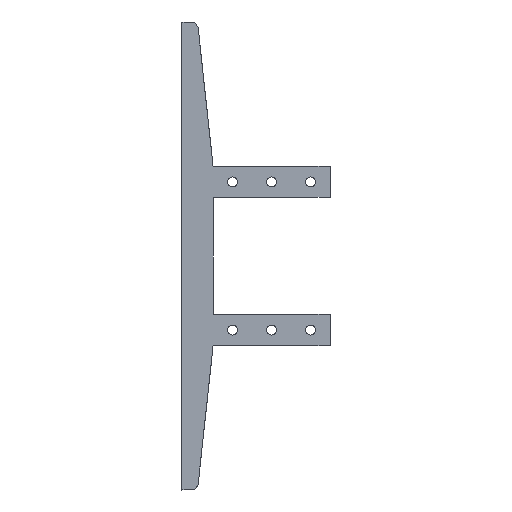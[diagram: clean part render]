
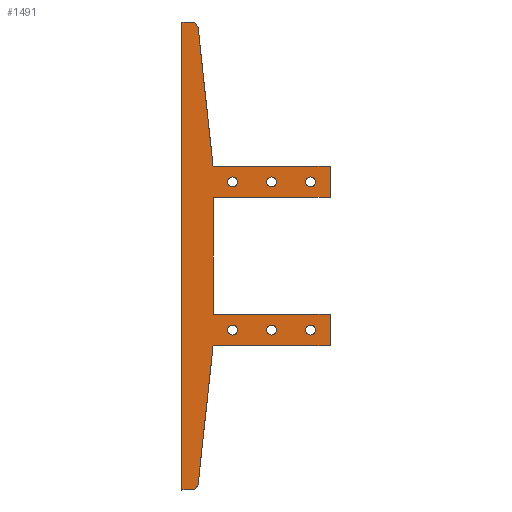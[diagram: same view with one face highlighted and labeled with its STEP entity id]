
A CAD part, front view. The second image highlights one B-rep face of the part: STEP entity #1491.
In plain terms, the highlighted planar face has unit normal (0, -1, 0).
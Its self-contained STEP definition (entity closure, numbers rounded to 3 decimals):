
#25=FACE_BOUND('',#282,.T.);
#26=FACE_BOUND('',#283,.T.);
#27=FACE_BOUND('',#284,.T.);
#28=FACE_BOUND('',#285,.T.);
#29=FACE_BOUND('',#286,.T.);
#30=FACE_BOUND('',#287,.T.);
#75=PLANE('',#1640);
#76=CIRCLE('',#1514,2.);
#77=CIRCLE('',#1524,2.);
#116=CIRCLE('',#1620,1.265);
#117=CIRCLE('',#1622,1.265);
#118=CIRCLE('',#1624,1.265);
#119=CIRCLE('',#1626,1.265);
#120=CIRCLE('',#1628,1.265);
#121=CIRCLE('',#1630,1.265);
#196=FACE_OUTER_BOUND('',#281,.T.);
#281=EDGE_LOOP('',(#1367,#1368,#1369,#1370,#1371,#1372,#1373,#1374,#1375,
#1376,#1377,#1378,#1379,#1380));
#282=EDGE_LOOP('',(#1381));
#283=EDGE_LOOP('',(#1382));
#284=EDGE_LOOP('',(#1383));
#285=EDGE_LOOP('',(#1384));
#286=EDGE_LOOP('',(#1385));
#287=EDGE_LOOP('',(#1386));
#326=LINE('',#2142,#479);
#330=LINE('',#2150,#483);
#334=LINE('',#2161,#487);
#430=LINE('',#2433,#583);
#432=LINE('',#2437,#585);
#434=LINE('',#2442,#587);
#447=LINE('',#2478,#600);
#450=LINE('',#2484,#603);
#451=LINE('',#2486,#604);
#452=LINE('',#2488,#605);
#453=LINE('',#2491,#606);
#454=LINE('',#2493,#607);
#479=VECTOR('',#1709,10.);
#483=VECTOR('',#1715,10.);
#487=VECTOR('',#1725,10.);
#583=VECTOR('',#1993,10.);
#585=VECTOR('',#1997,10.);
#587=VECTOR('',#2001,10.);
#600=VECTOR('',#2042,10.);
#603=VECTOR('',#2049,10.);
#604=VECTOR('',#2052,10.);
#605=VECTOR('',#2055,10.);
#606=VECTOR('',#2060,10.);
#607=VECTOR('',#2063,10.);
#616=VERTEX_POINT('',#2087);
#617=VERTEX_POINT('',#2089);
#630=VERTEX_POINT('',#2123);
#631=VERTEX_POINT('',#2125);
#636=VERTEX_POINT('',#2139);
#637=VERTEX_POINT('',#2141);
#640=VERTEX_POINT('',#2149);
#644=VERTEX_POINT('',#2159);
#734=VERTEX_POINT('',#2431);
#735=VERTEX_POINT('',#2435);
#736=VERTEX_POINT('',#2439);
#737=VERTEX_POINT('',#2441);
#738=VERTEX_POINT('',#2445);
#739=VERTEX_POINT('',#2449);
#740=VERTEX_POINT('',#2453);
#741=VERTEX_POINT('',#2457);
#742=VERTEX_POINT('',#2461);
#743=VERTEX_POINT('',#2465);
#746=VERTEX_POINT('',#2476);
#747=VERTEX_POINT('',#2482);
#758=EDGE_CURVE('',#616,#617,#76,.T.);
#776=EDGE_CURVE('',#630,#631,#77,.T.);
#784=EDGE_CURVE('',#637,#636,#326,.T.);
#788=EDGE_CURVE('',#640,#631,#330,.T.);
#794=EDGE_CURVE('',#644,#630,#334,.T.);
#930=EDGE_CURVE('',#734,#636,#430,.T.);
#932=EDGE_CURVE('',#735,#734,#432,.T.);
#934=EDGE_CURVE('',#736,#737,#434,.T.);
#937=EDGE_CURVE('',#738,#738,#116,.F.);
#939=EDGE_CURVE('',#739,#739,#117,.F.);
#941=EDGE_CURVE('',#740,#740,#118,.F.);
#943=EDGE_CURVE('',#741,#741,#119,.F.);
#945=EDGE_CURVE('',#742,#742,#120,.F.);
#947=EDGE_CURVE('',#743,#743,#121,.F.);
#953=EDGE_CURVE('',#746,#616,#447,.T.);
#956=EDGE_CURVE('',#747,#644,#450,.T.);
#957=EDGE_CURVE('',#737,#746,#451,.T.);
#958=EDGE_CURVE('',#637,#736,#452,.T.);
#959=EDGE_CURVE('',#617,#747,#453,.T.);
#960=EDGE_CURVE('',#640,#735,#454,.T.);
#1367=ORIENTED_EDGE('',*,*,#758,.F.);
#1368=ORIENTED_EDGE('',*,*,#953,.F.);
#1369=ORIENTED_EDGE('',*,*,#957,.F.);
#1370=ORIENTED_EDGE('',*,*,#934,.F.);
#1371=ORIENTED_EDGE('',*,*,#958,.F.);
#1372=ORIENTED_EDGE('',*,*,#784,.T.);
#1373=ORIENTED_EDGE('',*,*,#930,.F.);
#1374=ORIENTED_EDGE('',*,*,#932,.F.);
#1375=ORIENTED_EDGE('',*,*,#960,.F.);
#1376=ORIENTED_EDGE('',*,*,#788,.T.);
#1377=ORIENTED_EDGE('',*,*,#776,.F.);
#1378=ORIENTED_EDGE('',*,*,#794,.F.);
#1379=ORIENTED_EDGE('',*,*,#956,.F.);
#1380=ORIENTED_EDGE('',*,*,#959,.F.);
#1381=ORIENTED_EDGE('',*,*,#937,.T.);
#1382=ORIENTED_EDGE('',*,*,#939,.T.);
#1383=ORIENTED_EDGE('',*,*,#941,.T.);
#1384=ORIENTED_EDGE('',*,*,#943,.T.);
#1385=ORIENTED_EDGE('',*,*,#945,.T.);
#1386=ORIENTED_EDGE('',*,*,#947,.T.);
#1491=ADVANCED_FACE('',(#196,#25,#26,#27,#28,#29,#30),#75,.F.);
#1514=AXIS2_PLACEMENT_3D('',#2090,#1664,#1665);
#1524=AXIS2_PLACEMENT_3D('',#2126,#1696,#1697);
#1620=AXIS2_PLACEMENT_3D('',#2447,#2006,#2007);
#1622=AXIS2_PLACEMENT_3D('',#2451,#2011,#2012);
#1624=AXIS2_PLACEMENT_3D('',#2455,#2016,#2017);
#1626=AXIS2_PLACEMENT_3D('',#2459,#2021,#2022);
#1628=AXIS2_PLACEMENT_3D('',#2463,#2026,#2027);
#1630=AXIS2_PLACEMENT_3D('',#2467,#2031,#2032);
#1640=AXIS2_PLACEMENT_3D('',#2494,#2064,#2065);
#1664=DIRECTION('center_axis',(0.,1.,0.));
#1665=DIRECTION('ref_axis',(0.668,0.,-0.744));
#1696=DIRECTION('center_axis',(0.,1.,0.));
#1697=DIRECTION('ref_axis',(0.668,0.,0.744));
#1709=DIRECTION('',(0.,0.,1.));
#1715=DIRECTION('',(-0.107,0.,0.994));
#1725=DIRECTION('',(1.,0.,0.));
#1993=DIRECTION('',(-1.,0.,0.));
#1997=DIRECTION('',(0.,0.,-1.));
#2001=DIRECTION('',(0.,0.,-1.));
#2006=DIRECTION('center_axis',(0.,-1.,0.));
#2007=DIRECTION('ref_axis',(0.,0.,1.));
#2011=DIRECTION('center_axis',(0.,-1.,0.));
#2012=DIRECTION('ref_axis',(0.,0.,1.));
#2016=DIRECTION('center_axis',(0.,-1.,0.));
#2017=DIRECTION('ref_axis',(0.,0.,1.));
#2021=DIRECTION('center_axis',(0.,-1.,0.));
#2022=DIRECTION('ref_axis',(0.,0.,1.));
#2026=DIRECTION('center_axis',(0.,-1.,0.));
#2027=DIRECTION('ref_axis',(0.,0.,1.));
#2031=DIRECTION('center_axis',(0.,-1.,0.));
#2032=DIRECTION('ref_axis',(0.,0.,1.));
#2042=DIRECTION('',(-0.107,0.,-0.994));
#2049=DIRECTION('',(0.,0.,1.));
#2052=DIRECTION('',(-1.,0.,0.));
#2055=DIRECTION('',(1.,0.,0.));
#2060=DIRECTION('',(-1.,0.,0.));
#2063=DIRECTION('',(1.,0.,0.));
#2064=DIRECTION('center_axis',(0.,1.,0.));
#2065=DIRECTION('ref_axis',(1.,0.,0.));
#2087=CARTESIAN_POINT('',(-18.46,0.,-58.215));
#2089=CARTESIAN_POINT('',(-20.449,0.,-60.));
#2090=CARTESIAN_POINT('Origin',(-20.449,0.,-58.));
#2123=CARTESIAN_POINT('',(-20.449,0.,60.));
#2125=CARTESIAN_POINT('',(-18.46,0.,58.215));
#2126=CARTESIAN_POINT('Origin',(-20.449,0.,58.));
#2139=CARTESIAN_POINT('',(-14.653,0.,15.));
#2141=CARTESIAN_POINT('',(-14.653,0.,-15.));
#2142=CARTESIAN_POINT('',(-14.653,0.,-23.));
#2149=CARTESIAN_POINT('',(-14.653,0.,23.));
#2150=CARTESIAN_POINT('',(-14.653,0.,23.));
#2159=CARTESIAN_POINT('',(-22.653,0.,60.));
#2161=CARTESIAN_POINT('',(-22.653,0.,60.));
#2431=CARTESIAN_POINT('',(15.347,0.,15.));
#2433=CARTESIAN_POINT('',(15.347,0.,15.));
#2435=CARTESIAN_POINT('',(15.347,0.,23.));
#2437=CARTESIAN_POINT('',(15.347,0.,23.));
#2439=CARTESIAN_POINT('',(15.347,0.,-15.));
#2441=CARTESIAN_POINT('',(15.347,0.,-23.));
#2442=CARTESIAN_POINT('',(15.347,0.,-15.));
#2445=CARTESIAN_POINT('',(0.347,0.,17.736));
#2447=CARTESIAN_POINT('Origin',(0.347,0.,19.));
#2449=CARTESIAN_POINT('',(10.347,0.,-20.265));
#2451=CARTESIAN_POINT('Origin',(10.347,0.,-19.));
#2453=CARTESIAN_POINT('',(-9.653,0.,-20.265));
#2455=CARTESIAN_POINT('Origin',(-9.653,0.,-19.));
#2457=CARTESIAN_POINT('',(0.347,0.,-20.265));
#2459=CARTESIAN_POINT('Origin',(0.347,0.,-19.));
#2461=CARTESIAN_POINT('',(-9.653,0.,17.736));
#2463=CARTESIAN_POINT('Origin',(-9.653,0.,19.));
#2465=CARTESIAN_POINT('',(10.347,0.,17.736));
#2467=CARTESIAN_POINT('Origin',(10.347,0.,19.));
#2476=CARTESIAN_POINT('',(-14.653,0.,-23.));
#2478=CARTESIAN_POINT('',(-14.653,0.,-23.));
#2482=CARTESIAN_POINT('',(-22.653,0.,-60.));
#2484=CARTESIAN_POINT('',(-22.653,0.,-60.));
#2486=CARTESIAN_POINT('',(15.347,0.,-23.));
#2488=CARTESIAN_POINT('',(-14.653,0.,-15.));
#2491=CARTESIAN_POINT('',(-18.653,0.,-60.));
#2493=CARTESIAN_POINT('',(-14.653,0.,23.));
#2494=CARTESIAN_POINT('Origin',(0.347,0.,19.));
